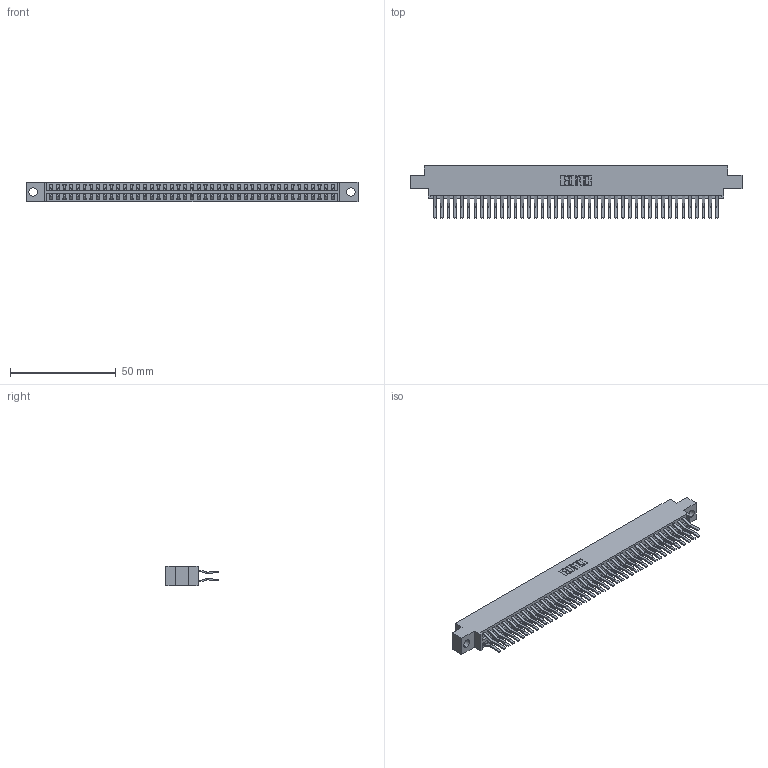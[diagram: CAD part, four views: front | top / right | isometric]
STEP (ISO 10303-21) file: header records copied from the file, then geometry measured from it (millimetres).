
FILE_DESCRIPTION (( 'STEP AP203' ), '1' );
FILE_NAME ('346-086-560-804.STEP', '2018-08-29T23:31:23', ( '' ), ( '' ), 'SwSTEP 2.0', 'SolidWorks 2016', '' );
FILE_SCHEMA (( 'CONFIG_CONTROL_DESIGN' ));
Length unit declared in the file: inch
Products named in the file (3): 345-292-001_560 Tail; 346-086-560-804; 346 Part_0.170 Offset - 0.156 Dia-TH
Assembly tree (87 placements, depth 2):
  346-086-560-804
    346 Part_0.170 Offset - 0.156 Dia-TH
    345-292-001_560 Tail  x86
Bounding box: 157.1 x 24.78 x 9.4 mm (x, y, z)
Volume: 15648.1 mm3; surface area: 23022 mm2
Topology: 87 solids, 87 shells, 4770 faces, 14187 edges, 9342 vertices
Faces by surface type: plane 3090, cylinder 1680
Entity records: 28151 total; most frequent: CARTESIAN_POINT 4640, ORIENTED_EDGE 4574, DIRECTION 4143, EDGE_CURVE 2287, VECTOR 1979, LINE 1979, VERTEX_POINT 1522, AXIS2_PLACEMENT_3D 1082
